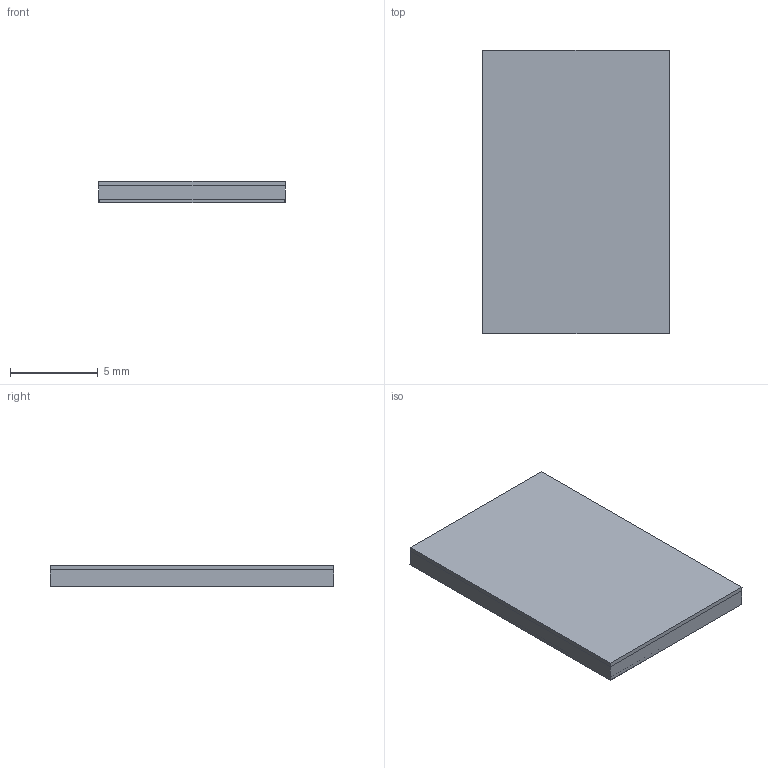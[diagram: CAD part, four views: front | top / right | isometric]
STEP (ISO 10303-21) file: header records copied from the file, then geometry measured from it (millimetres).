
FILE_DESCRIPTION (( 'STEP AP214' ), '1' );
FILE_NAME ('nrf9160_SiP.STEP', '2024-02-27T20:48:06', ( '' ), ( '' ), 'SwSTEP 2.0', 'SolidWorks 2023', '' );
FILE_SCHEMA (( 'AUTOMOTIVE_DESIGN' ));
Length unit declared in the file: millimetre
Products named in the file (6): U1_3.step; nRF9160_v5-7.step; nRF9160_v5.step; 9082-0075-0001_MainBoard.step; nRF9160_v5-6.step; nrf9160_SiP
Assembly tree (5 placements, depth 4):
  nrf9160_SiP
    9082-0075-0001_MainBoard.step
      U1_3.step
        nRF9160_v5.step
        nRF9160_v5-6.step
        nRF9160_v5-7.step
Bounding box: 10.6 x 16.1 x 1.2 mm (x, y, z)
Surface area: 1097.1 mm2
Topology: 3 solids, 3 shells, 199 faces, 519 edges, 346 vertices
Faces by surface type: plane 116, bspline 81, cylinder 2
Entity records: 6312 total; most frequent: CARTESIAN_POINT 1803, ORIENTED_EDGE 1038, DIRECTION 617, EDGE_CURVE 519, VECTOR 353, LINE 353, VERTEX_POINT 346, EDGE_LOOP 219
